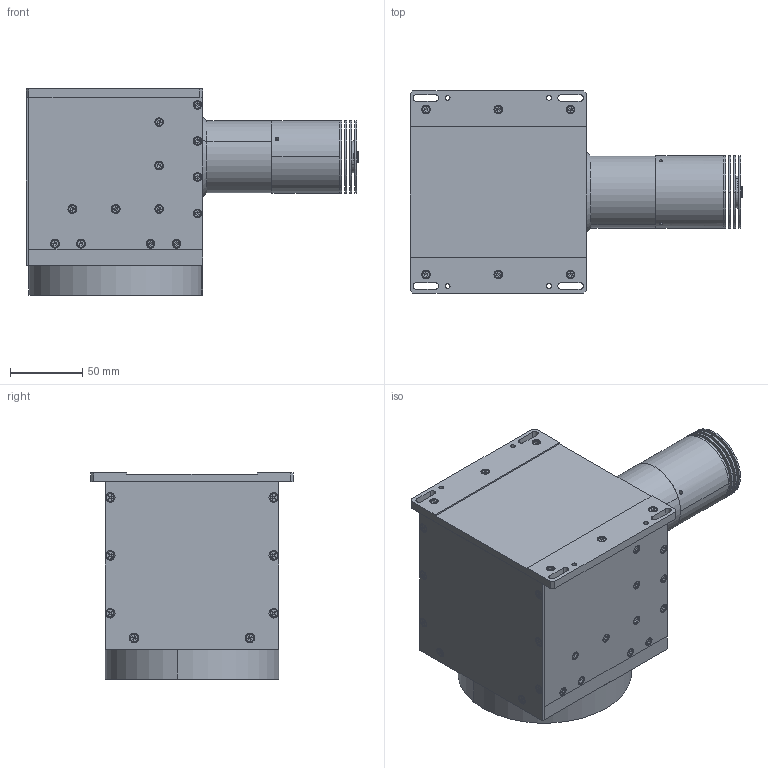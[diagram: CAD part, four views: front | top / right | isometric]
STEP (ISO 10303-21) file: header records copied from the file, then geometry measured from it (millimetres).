
FILE_DESCRIPTION (( 'STEP AP203' ), '1' );
FILE_NAME ('XF-PTI100-L90-(C) V6.STEP', '2022-10-10T07:50:17', ( '' ), ( '' ), 'SwSTEP 2.0', 'SolidWorks 2018', '' );
FILE_SCHEMA (( 'CONFIG_CONTROL_DESIGN' ));
Length unit declared in the file: millimetre
Products named in the file (1): XF-PTI100-L90-(C) V6
Bounding box: 229.4 x 140 x 142.5 mm (x, y, z)
Surface area: 169194.7 mm2 (no closed solid volume)
Topology: 0 solids, 81 shells, 713 faces, 2273 edges, 1499 vertices
Faces by surface type: plane 395, cylinder 162, cone 84, torus 70, sphere 2
Entity records: 24707 total; most frequent: CARTESIAN_POINT 4650, DIRECTION 4434, ORIENTED_EDGE 3510, EDGE_CURVE 2209, AXIS2_PLACEMENT_3D 1523, VERTEX_POINT 1499, LINE 1388, VECTOR 1388
